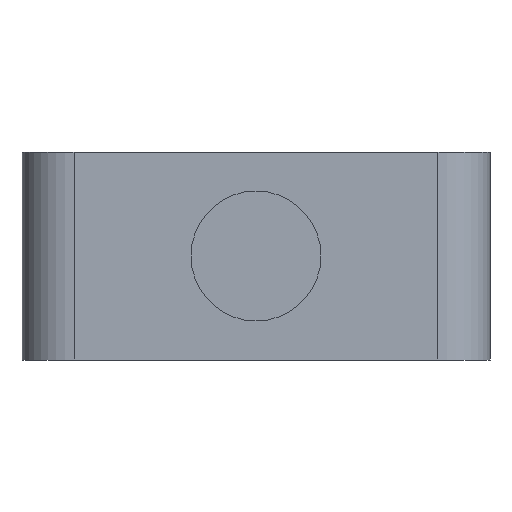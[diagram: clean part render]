
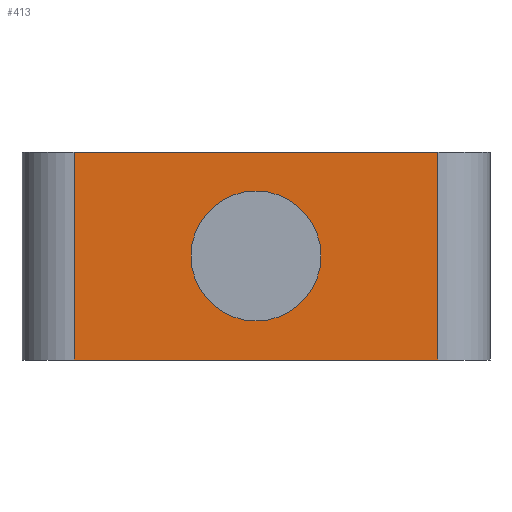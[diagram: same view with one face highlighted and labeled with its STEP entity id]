
A CAD part, front view. The second image highlights one B-rep face of the part: STEP entity #413.
In plain terms, the highlighted planar face has unit normal (0, -1, 0).
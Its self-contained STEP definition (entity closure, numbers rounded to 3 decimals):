
#5 = CARTESIAN_POINT ( 'NONE',  ( -35., -5.012, -20. ) ) ;
#11 = DIRECTION ( 'NONE',  ( 0., 0., 1. ) ) ;
#51 = ORIENTED_EDGE ( 'NONE', *, *, #612, .T. ) ;
#54 = CIRCLE ( 'NONE', #219, 12.5 ) ;
#62 = CARTESIAN_POINT ( 'NONE',  ( 0., -5.012, 0. ) ) ;
#70 = VECTOR ( 'NONE', #283, 1000. ) ;
#82 = VERTEX_POINT ( 'NONE', #5 ) ;
#97 = LINE ( 'NONE', #561, #710 ) ;
#101 = DIRECTION ( 'NONE',  ( 1., 0., 0. ) ) ;
#127 = DIRECTION ( 'NONE',  ( 0., 0., 1. ) ) ;
#136 = DIRECTION ( 'NONE',  ( 0., 1., 0. ) ) ;
#146 = VERTEX_POINT ( 'NONE', #179 ) ;
#179 = CARTESIAN_POINT ( 'NONE',  ( 35., -5.012, 20. ) ) ;
#199 = CIRCLE ( 'NONE', #642, 12.5 ) ;
#216 = LINE ( 'NONE', #603, #631 ) ;
#219 = AXIS2_PLACEMENT_3D ( 'NONE', #62, #306, #532 ) ;
#225 = DIRECTION ( 'NONE',  ( 0., 0., 1. ) ) ;
#229 = CARTESIAN_POINT ( 'NONE',  ( 35., -5.012, -20. ) ) ;
#271 = EDGE_CURVE ( 'NONE', #398, #82, #97, .T. ) ;
#272 = CARTESIAN_POINT ( 'NONE',  ( 0., -5.012, 12.5 ) ) ;
#283 = DIRECTION ( 'NONE',  ( 1., 0., 0. ) ) ;
#306 = DIRECTION ( 'NONE',  ( 0., 1., 0. ) ) ;
#341 = VERTEX_POINT ( 'NONE', #272 ) ;
#353 = ORIENTED_EDGE ( 'NONE', *, *, #377, .F. ) ;
#365 = EDGE_LOOP ( 'NONE', ( #415, #381, #353, #567 ) ) ;
#375 = VERTEX_POINT ( 'NONE', #229 ) ;
#377 = EDGE_CURVE ( 'NONE', #398, #146, #568, .T. ) ;
#381 = ORIENTED_EDGE ( 'NONE', *, *, #665, .T. ) ;
#398 = VERTEX_POINT ( 'NONE', #512 ) ;
#400 = CARTESIAN_POINT ( 'NONE',  ( -45., -5.012, 20. ) ) ;
#413 = ADVANCED_FACE ( 'NONE', ( #738, #677 ), #685, .F. ) ;
#415 = ORIENTED_EDGE ( 'NONE', *, *, #733, .T. ) ;
#417 = AXIS2_PLACEMENT_3D ( 'NONE', #618, #573, #225 ) ;
#431 = LINE ( 'NONE', #589, #689 ) ;
#447 = EDGE_LOOP ( 'NONE', ( #720, #51 ) ) ;
#467 = CARTESIAN_POINT ( 'NONE',  ( 0., -5.012, -12.5 ) ) ;
#474 = VERTEX_POINT ( 'NONE', #467 ) ;
#505 = DIRECTION ( 'NONE',  ( 0., 0., -1. ) ) ;
#512 = CARTESIAN_POINT ( 'NONE',  ( -35., -5.012, 20. ) ) ;
#532 = DIRECTION ( 'NONE',  ( 0., 0., 1. ) ) ;
#561 = CARTESIAN_POINT ( 'NONE',  ( -35., -5.012, 20. ) ) ;
#567 = ORIENTED_EDGE ( 'NONE', *, *, #271, .T. ) ;
#568 = LINE ( 'NONE', #400, #70 ) ;
#573 = DIRECTION ( 'NONE',  ( 0., 1., 0. ) ) ;
#584 = CARTESIAN_POINT ( 'NONE',  ( 0., -5.012, 0. ) ) ;
#589 = CARTESIAN_POINT ( 'NONE',  ( 35., -5.012, 20. ) ) ;
#603 = CARTESIAN_POINT ( 'NONE',  ( -45., -5.012, -20. ) ) ;
#612 = EDGE_CURVE ( 'NONE', #474, #341, #199, .T. ) ;
#618 = CARTESIAN_POINT ( 'NONE',  ( -45., -5.012, 20. ) ) ;
#631 = VECTOR ( 'NONE', #101, 1000. ) ;
#642 = AXIS2_PLACEMENT_3D ( 'NONE', #584, #136, #11 ) ;
#665 = EDGE_CURVE ( 'NONE', #375, #146, #431, .T. ) ;
#677 = FACE_OUTER_BOUND ( 'NONE', #365, .T. ) ;
#685 = PLANE ( 'NONE',  #417 ) ;
#689 = VECTOR ( 'NONE', #127, 1000. ) ;
#709 = EDGE_CURVE ( 'NONE', #341, #474, #54, .T. ) ;
#710 = VECTOR ( 'NONE', #505, 1000. ) ;
#720 = ORIENTED_EDGE ( 'NONE', *, *, #709, .T. ) ;
#733 = EDGE_CURVE ( 'NONE', #82, #375, #216, .T. ) ;
#738 = FACE_BOUND ( 'NONE', #447, .T. ) ;
